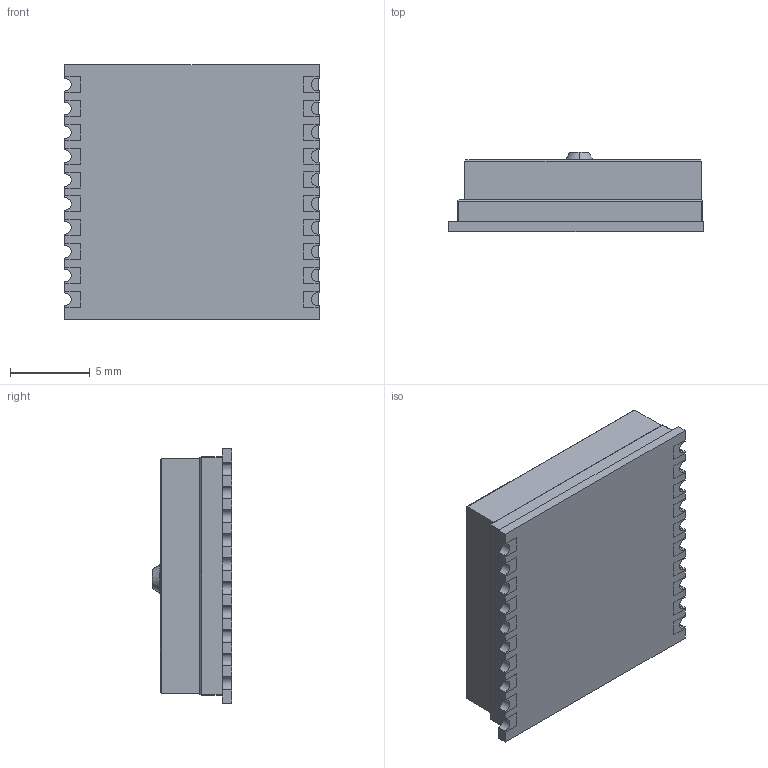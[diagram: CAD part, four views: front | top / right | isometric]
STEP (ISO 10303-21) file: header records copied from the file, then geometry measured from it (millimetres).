
FILE_DESCRIPTION (( 'STEP AP214' ), '1' );
FILE_NAME ('gps_mtk3339.STEP', '2020-03-20T02:15:02', ( '' ), ( '' ), 'SwSTEP 2.0', 'SolidWorks 2017', '' );
FILE_SCHEMA (( 'AUTOMOTIVE_DESIGN' ));
Length unit declared in the file: millimetre
Products named in the file (2): gps_mtk3339
Bounding box: 16 x 5 x 16 mm (x, y, z)
Volume: 1025.4 mm3; surface area: 780.1 mm2
Topology: 1 solids, 1 shells, 340 faces, 923 edges, 606 vertices
Faces by surface type: plane 252, bspline 58, cylinder 24, torus 4, cone 2
Entity records: 17132 total; most frequent: CARTESIAN_POINT 5145, ORIENTED_EDGE 1846, DIRECTION 1423, EDGE_CURVE 923, LINE 743, VECTOR 743, VERTEX_POINT 606, EDGE_LOOP 361
